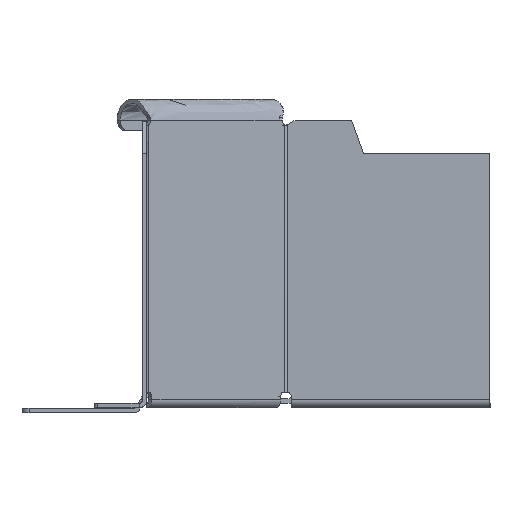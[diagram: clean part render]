
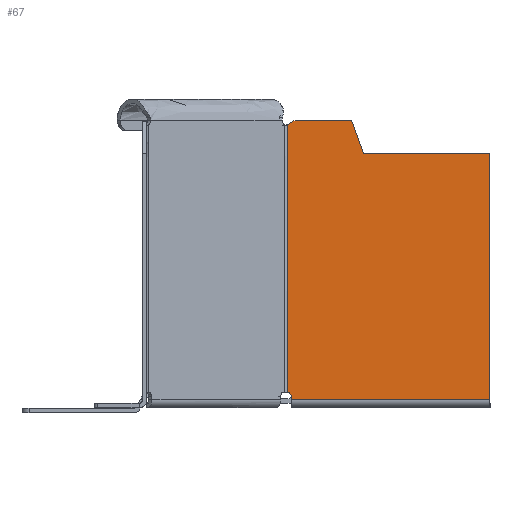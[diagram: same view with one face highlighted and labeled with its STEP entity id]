
A CAD part, front view. The second image highlights one B-rep face of the part: STEP entity #67.
In plain terms, the highlighted face is planar.
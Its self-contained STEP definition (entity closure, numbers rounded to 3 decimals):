
#67=ADVANCED_FACE('',(#193),#1923,.T.);
#193=FACE_OUTER_BOUND('',#319,.T.);
#319=EDGE_LOOP('',(#542,#543,#544,#545,#546,#547,#548,#549,#550,#551,#552));
#542=ORIENTED_EDGE('',*,*,#1112,.T.);
#543=ORIENTED_EDGE('',*,*,#1114,.T.);
#544=ORIENTED_EDGE('',*,*,#1109,.T.);
#545=ORIENTED_EDGE('',*,*,#1097,.F.);
#546=ORIENTED_EDGE('',*,*,#1108,.T.);
#547=ORIENTED_EDGE('',*,*,#1107,.T.);
#548=ORIENTED_EDGE('',*,*,#1127,.T.);
#549=ORIENTED_EDGE('',*,*,#1124,.T.);
#550=ORIENTED_EDGE('',*,*,#1106,.T.);
#551=ORIENTED_EDGE('',*,*,#1105,.T.);
#552=ORIENTED_EDGE('',*,*,#1104,.F.);
#1097=EDGE_CURVE('',#1713,#1718,#1469,.T.);
#1104=EDGE_CURVE('',#1728,#1729,#1476,.T.);
#1105=EDGE_CURVE('',#1731,#1729,#1477,.T.);
#1106=EDGE_CURVE('',#1732,#1731,#1478,.T.);
#1107=EDGE_CURVE('',#1735,#1734,#1479,.T.);
#1108=EDGE_CURVE('',#1713,#1735,#1480,.T.);
#1109=EDGE_CURVE('',#1736,#1718,#1481,.T.);
#1112=EDGE_CURVE('',#1728,#1730,#1484,.T.);
#1114=EDGE_CURVE('',#1730,#1736,#1359,.T.);
#1124=EDGE_CURVE('',#1733,#1732,#1491,.T.);
#1127=EDGE_CURVE('',#1734,#1733,#1364,.T.);
#1359=(
BOUNDED_CURVE()
B_SPLINE_CURVE(2,(#3253,#3254,#3255),.UNSPECIFIED.,.F.,.F.)
B_SPLINE_CURVE_WITH_KNOTS((3,3),(0.,0.611),.UNSPECIFIED.)
CURVE()
GEOMETRIC_REPRESENTATION_ITEM()
RATIONAL_B_SPLINE_CURVE((1.,0.819,1.))
REPRESENTATION_ITEM('')
);
#1364=(
BOUNDED_CURVE()
B_SPLINE_CURVE(2,(#3284,#3285,#3286),.UNSPECIFIED.,.F.,.F.)
B_SPLINE_CURVE_WITH_KNOTS((3,3),(0.,1.571),.UNSPECIFIED.)
CURVE()
GEOMETRIC_REPRESENTATION_ITEM()
RATIONAL_B_SPLINE_CURVE((1.,0.707,1.))
REPRESENTATION_ITEM('')
);
#1469=B_SPLINE_CURVE_WITH_KNOTS('',1,(#3219,#3220),.UNSPECIFIED.,.F.,.F.,
(2,2),(-2.58,0.),.UNSPECIFIED.);
#1476=B_SPLINE_CURVE_WITH_KNOTS('',1,(#3233,#3234),.UNSPECIFIED.,.F.,.F.,
(2,2),(-36.042,0.),.UNSPECIFIED.);
#1477=B_SPLINE_CURVE_WITH_KNOTS('',1,(#3235,#3236),.UNSPECIFIED.,.F.,.F.,
(2,2),(0.,70.25),.UNSPECIFIED.);
#1478=B_SPLINE_CURVE_WITH_KNOTS('',1,(#3237,#3238),.UNSPECIFIED.,.F.,.F.,
(2,2),(-56.602,0.),.UNSPECIFIED.);
#1479=B_SPLINE_CURVE_WITH_KNOTS('',1,(#3239,#3240),.UNSPECIFIED.,.F.,.F.,
(2,2),(0.,0.231),.UNSPECIFIED.);
#1480=B_SPLINE_CURVE_WITH_KNOTS('',1,(#3241,#3242),.UNSPECIFIED.,.F.,.F.,
(2,2),(-76.459,0.),.UNSPECIFIED.);
#1481=B_SPLINE_CURVE_WITH_KNOTS('',1,(#3243,#3244),.UNSPECIFIED.,.F.,.F.,
(2,2),(-15.754,0.),.UNSPECIFIED.);
#1484=B_SPLINE_CURVE_WITH_KNOTS('',1,(#3249,#3250),.UNSPECIFIED.,.F.,.F.,
(2,2),(0.,9.76),.UNSPECIFIED.);
#1491=B_SPLINE_CURVE_WITH_KNOTS('',1,(#3278,#3279),.UNSPECIFIED.,.F.,.F.,
(2,2),(-1.,0.),.UNSPECIFIED.);
#1713=VERTEX_POINT('',#2991);
#1718=VERTEX_POINT('',#2996);
#1728=VERTEX_POINT('',#3006);
#1729=VERTEX_POINT('',#3007);
#1730=VERTEX_POINT('',#3008);
#1731=VERTEX_POINT('',#3009);
#1732=VERTEX_POINT('',#3010);
#1733=VERTEX_POINT('',#3011);
#1734=VERTEX_POINT('',#3012);
#1735=VERTEX_POINT('',#3013);
#1736=VERTEX_POINT('',#3014);
#1923=PLANE('',#2116);
#2116=AXIS2_PLACEMENT_3D('',#2488,#2203,$);
#2203=DIRECTION('',(-0.707,0.,-0.707));
#2488=CARTESIAN_POINT('',(-10.975,-5.952,23.975));
#2991=CARTESIAN_POINT('',(-15.291,80.709,28.291));
#2996=CARTESIAN_POINT('',(-16.871,82.,29.871));
#3006=CARTESIAN_POINT('',(-30.703,72.5,43.703));
#3007=CARTESIAN_POINT('',(-56.189,72.5,69.189));
#3008=CARTESIAN_POINT('',(-28.343,81.671,41.343));
#3009=CARTESIAN_POINT('',(-56.189,2.25,69.189));
#3010=CARTESIAN_POINT('',(-16.165,2.25,29.165));
#3011=CARTESIAN_POINT('',(-16.163,3.25,29.163));
#3012=CARTESIAN_POINT('',(-15.456,4.25,28.456));
#3013=CARTESIAN_POINT('',(-15.293,4.25,28.293));
#3014=CARTESIAN_POINT('',(-28.011,82.,41.011));
#3219=CARTESIAN_POINT('',(-15.291,80.709,28.291));
#3220=CARTESIAN_POINT('',(-16.871,82.,29.871));
#3233=CARTESIAN_POINT('',(-30.703,72.5,43.703));
#3234=CARTESIAN_POINT('',(-56.189,72.5,69.189));
#3235=CARTESIAN_POINT('',(-56.189,2.25,69.189));
#3236=CARTESIAN_POINT('',(-56.189,72.5,69.189));
#3237=CARTESIAN_POINT('',(-16.165,2.25,29.165));
#3238=CARTESIAN_POINT('',(-56.189,2.25,69.189));
#3239=CARTESIAN_POINT('',(-15.293,4.25,28.293));
#3240=CARTESIAN_POINT('',(-15.456,4.25,28.456));
#3241=CARTESIAN_POINT('',(-15.291,80.709,28.291));
#3242=CARTESIAN_POINT('',(-15.293,4.25,28.293));
#3243=CARTESIAN_POINT('',(-28.011,82.,41.011));
#3244=CARTESIAN_POINT('',(-16.871,82.,29.871));
#3249=CARTESIAN_POINT('',(-30.703,72.5,43.703));
#3250=CARTESIAN_POINT('',(-28.343,81.671,41.343));
#3253=CARTESIAN_POINT('',(-28.343,81.671,41.343));
#3254=CARTESIAN_POINT('',(-28.258,82.,41.258));
#3255=CARTESIAN_POINT('',(-28.011,82.,41.011));
#3278=CARTESIAN_POINT('',(-16.163,3.25,29.163));
#3279=CARTESIAN_POINT('',(-16.165,2.25,29.165));
#3284=CARTESIAN_POINT('',(-15.456,4.25,28.456));
#3285=CARTESIAN_POINT('',(-16.163,4.25,29.163));
#3286=CARTESIAN_POINT('',(-16.163,3.25,29.163));
